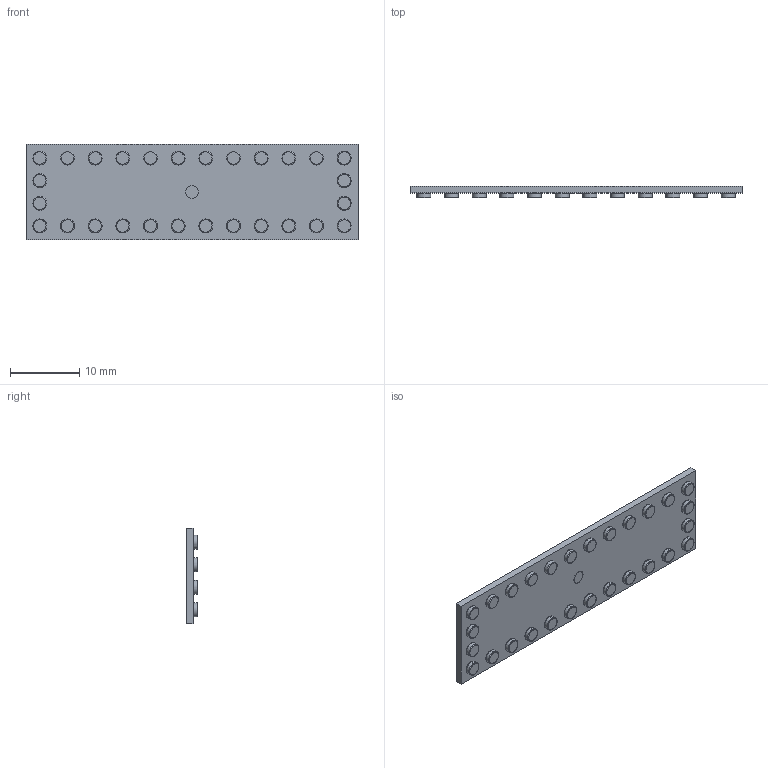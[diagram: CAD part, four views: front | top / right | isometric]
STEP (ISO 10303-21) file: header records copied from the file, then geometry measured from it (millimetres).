
FILE_DESCRIPTION(('TFLEX Exchange Step'),'2;1');
FILE_NAME(' заглушка уклон.stp', '2022-04-03T21:59:16+03:00',('ilya'),('Unknown organisation'),'TFLEX Exchange 2022.0','T-FLEX CAD','Unknown authorisation');
FILE_SCHEMA( ('AUTOMOTIVE_DESIGN { 1 0 10303 214 1 1 1 1 }') );
Length unit declared in the file: millimetre
Products named in the file (44): норм заклепка; декор заглушка уклон
Assembly tree (56 placements, depth 3):
  декор заглушка уклон
    норм заклепка
      норм заклепка
    норм заклепка
      норм заклепка
    норм заклепка
      норм заклепка
    норм заклепка
      норм заклепка
    норм заклепка
      норм заклепка
    норм заклепка
      норм заклепка
    норм заклепка
      норм заклепка
    норм заклепка
      норм заклепка
    норм заклепка
      норм заклепка
    норм заклепка
      норм заклепка
    норм заклепка
      норм заклепка
    норм заклепка
      норм заклепка
    норм заклепка
      норм заклепка
    норм заклепка
      норм заклепка
    норм заклепка
      норм заклепка
    норм заклепка
      норм заклепка
    норм заклепка
      норм заклепка
    норм заклепка
      норм заклепка
    норм заклепка
      норм заклепка
    норм заклепка
      норм заклепка
    норм заклепка
      норм заклепка
    норм заклепка
      норм заклепка
    норм заклепка
      норм заклепка
    норм заклепка
      норм заклепка
    норм заклепка
      норм заклепка
    норм заклепка
      норм заклепка
    норм заклепка
      норм заклепка
    норм заклепка
      норм заклепка
Bounding box: 48 x 1.7 x 13.8 mm (x, y, z)
Volume: 725.6 mm3; surface area: 1742.8 mm2
Topology: 30 solids, 30 shells, 238 faces, 476 edges, 298 vertices
Faces by surface type: bspline 112, torus 60, plane 36, cylinder 30
Entity records: 5621 total; most frequent: CARTESIAN_POINT 3057, ORIENTED_EDGE 504, EDGE_CURVE 252, DIRECTION 184, VERTEX_POINT 158, EDGE_LOOP 126, FACE_BOUND 126, ADVANCED_FACE 126
